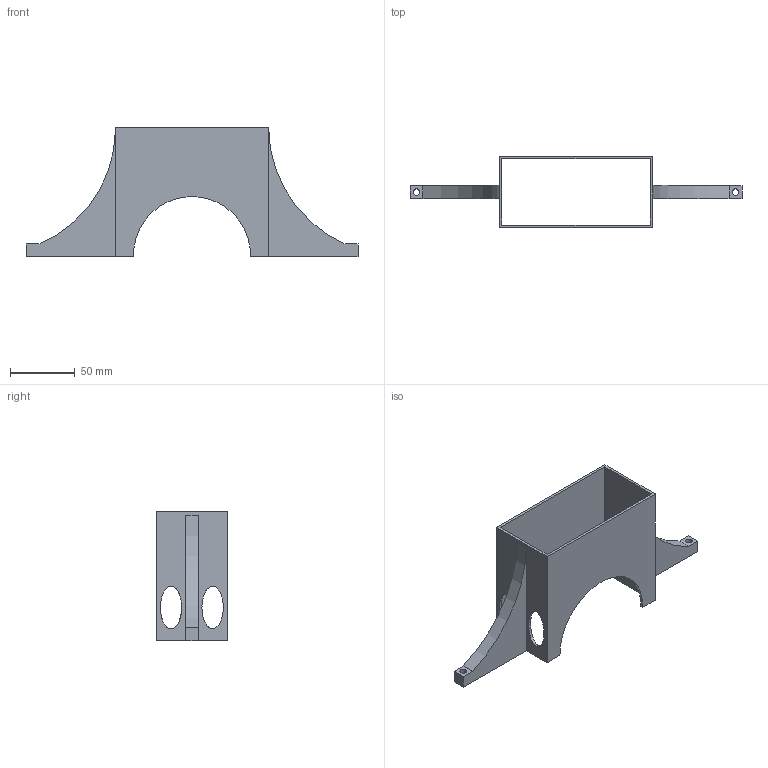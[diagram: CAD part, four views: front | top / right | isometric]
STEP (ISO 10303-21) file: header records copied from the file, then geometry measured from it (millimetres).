
FILE_DESCRIPTION(/* description */ (''),/* implementation_level */ '2;1');
FILE_NAME(/* name */ 'PSU mount.step',/* time_stamp */ '2025-12-08T09:17:19-05:00',/* author */ (''),/* organization */ (''),/* preprocessor_version */ 'ST-DEVELOPER v20.1',/* originating_system */ 'Autodesk Translation Framework v14.21.0.0',/* authorisation */ '');
FILE_SCHEMA (('AUTOMOTIVE_DESIGN { 1 0 10303 214 3 1 1 }'));
Length unit declared in the file: millimetre
Products named in the file (1): PSU mount
Bounding box: 255.5 x 55 x 100 mm (x, y, z)
Volume: 93510.5 mm3; surface area: 64053.3 mm2
Topology: 1 solids, 1 shells, 30 faces, 85 edges, 56 vertices
Faces by surface type: plane 20, cylinder 6, bspline 4
Full cylindrical faces by diameter (mm): 5 x2
Entity records: 1086 total; most frequent: CARTESIAN_POINT 240, ORIENTED_EDGE 170, DIRECTION 159, EDGE_CURVE 85, LINE 65, VECTOR 65, VERTEX_POINT 56, AXIS2_PLACEMENT_3D 47
